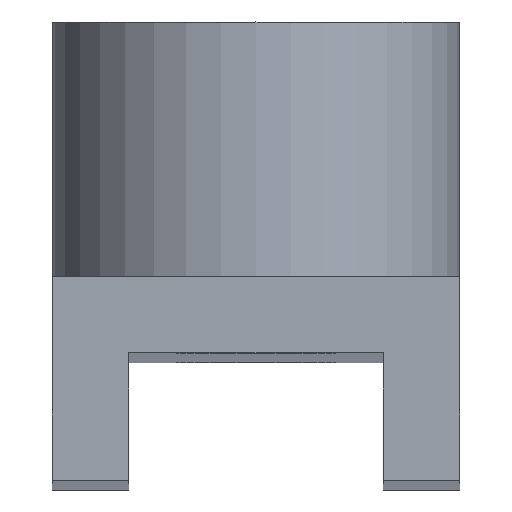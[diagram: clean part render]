
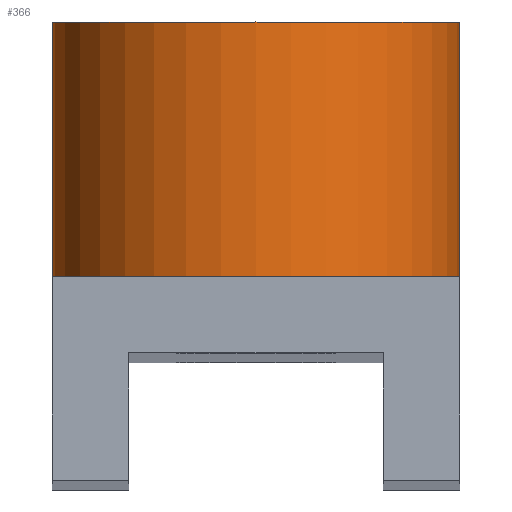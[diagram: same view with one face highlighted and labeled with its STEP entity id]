
A CAD part, top view. The second image highlights one B-rep face of the part: STEP entity #366.
In plain terms, the highlighted cylindrical face has radius 5.08 mm (diameter 10.16 mm), a full revolution.
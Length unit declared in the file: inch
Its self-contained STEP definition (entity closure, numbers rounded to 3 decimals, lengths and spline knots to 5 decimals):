
#39=FACE_OUTER_BOUND('',#62,.T.);
#62=EDGE_LOOP('',(#263,#264,#265,#266,#267));
#88=LINE('',#573,#124);
#124=VECTOR('',#464,0.2);
#163=CIRCLE('',#415,0.2);
#164=CIRCLE('',#416,0.2);
#165=CIRCLE('',#417,0.2);
#178=VERTEX_POINT('',#570);
#179=VERTEX_POINT('',#572);
#180=VERTEX_POINT('',#574);
#210=EDGE_CURVE('',#178,#178,#163,.T.);
#211=EDGE_CURVE('',#178,#179,#88,.T.);
#212=EDGE_CURVE('',#180,#179,#164,.T.);
#213=EDGE_CURVE('',#179,#180,#165,.T.);
#263=ORIENTED_EDGE('',*,*,#210,.F.);
#264=ORIENTED_EDGE('',*,*,#211,.T.);
#265=ORIENTED_EDGE('',*,*,#212,.F.);
#266=ORIENTED_EDGE('',*,*,#213,.F.);
#267=ORIENTED_EDGE('',*,*,#211,.F.);
#359=CYLINDRICAL_SURFACE('',#414,0.2);
#366=ADVANCED_FACE('',(#39),#359,.T.);
#414=AXIS2_PLACEMENT_3D('',#569,#460,#461);
#415=AXIS2_PLACEMENT_3D('',#571,#462,#463);
#416=AXIS2_PLACEMENT_3D('',#575,#465,#466);
#417=AXIS2_PLACEMENT_3D('',#576,#467,#468);
#460=DIRECTION('center_axis',(0.,1.,0.));
#461=DIRECTION('ref_axis',(1.,0.,0.));
#462=DIRECTION('center_axis',(0.,1.,0.));
#463=DIRECTION('ref_axis',(1.,0.,0.));
#464=DIRECTION('',(0.,-1.,0.));
#465=DIRECTION('center_axis',(0.,-1.,0.));
#466=DIRECTION('ref_axis',(1.,0.,0.));
#467=DIRECTION('center_axis',(0.,-1.,0.));
#468=DIRECTION('ref_axis',(1.,0.,0.));
#569=CARTESIAN_POINT('Origin',(0.,0.2,5.25));
#570=CARTESIAN_POINT('',(-0.2,0.45,5.25));
#571=CARTESIAN_POINT('Origin',(0.,0.45,5.25));
#572=CARTESIAN_POINT('',(-0.2,0.2,5.25));
#573=CARTESIAN_POINT('',(-0.2,0.2,5.25));
#574=CARTESIAN_POINT('',(0.2,0.2,5.25));
#575=CARTESIAN_POINT('Origin',(0.,0.2,5.25));
#576=CARTESIAN_POINT('Origin',(0.,0.2,5.25));
